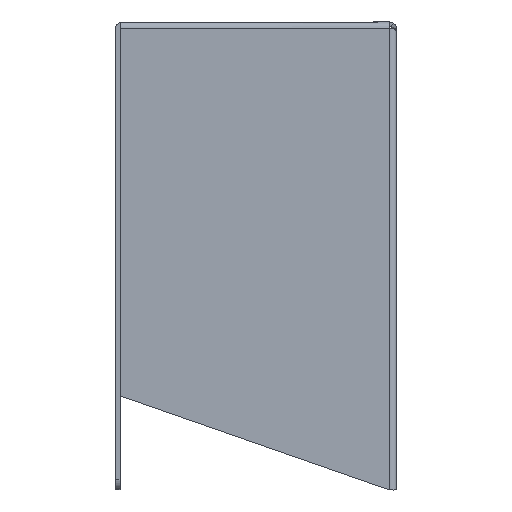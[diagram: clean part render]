
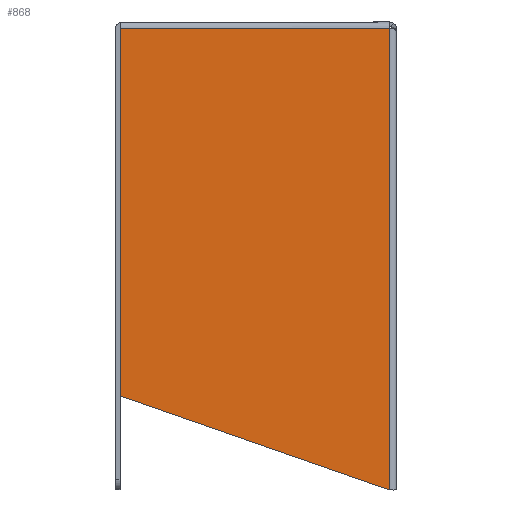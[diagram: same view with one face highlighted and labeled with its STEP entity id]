
A CAD part, left-side view. The second image highlights one B-rep face of the part: STEP entity #868.
In plain terms, the highlighted planar face has unit normal (-1, 0, 0).
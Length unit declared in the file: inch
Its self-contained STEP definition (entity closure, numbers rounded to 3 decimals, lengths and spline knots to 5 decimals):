
#94 = CARTESIAN_POINT ( 'NONE',  ( 0., 5.80992, 9.857 ) ) ;
#98 = VERTEX_POINT ( 'NONE', #2096 ) ;
#183 = DIRECTION ( 'NONE',  ( -1., 0., 0. ) ) ;
#214 = CARTESIAN_POINT ( 'NONE',  ( 0., 5.80992, 49.37008 ) ) ;
#223 = DIRECTION ( 'NONE',  ( 0., 0., -1. ) ) ;
#232 = CARTESIAN_POINT ( 'NONE',  ( 0., 0.048, 0. ) ) ;
#299 = VECTOR ( 'NONE', #1556, 39.37008 ) ;
#319 = CARTESIAN_POINT ( 'NONE',  ( 0., 5.80992, 2.00871 ) ) ;
#563 = ORIENTED_EDGE ( 'NONE', *, *, #2218, .T. ) ;
#568 = EDGE_CURVE ( 'NONE', #98, #1903, #1437, .T. ) ;
#597 = ORIENTED_EDGE ( 'NONE', *, *, #1275, .F. ) ;
#626 = LINE ( 'NONE', #214, #2201 ) ;
#658 = CARTESIAN_POINT ( 'NONE',  ( 0., 5.80992, 2.00871 ) ) ;
#774 = CARTESIAN_POINT ( 'NONE',  ( 0., 0.048, 9.857 ) ) ;
#861 = LINE ( 'NONE', #1676, #1460 ) ;
#868 = ADVANCED_FACE ( 'NONE', ( #2345 ), #1522, .T. ) ;
#898 = DIRECTION ( 'NONE',  ( 0., -0.944, -0.329 ) ) ;
#904 = VECTOR ( 'NONE', #2163, 39.37008 ) ;
#1015 = CARTESIAN_POINT ( 'NONE',  ( 0., 0.048, 9.85692 ) ) ;
#1129 = VERTEX_POINT ( 'NONE', #319 ) ;
#1143 = VECTOR ( 'NONE', #898, 39.37008 ) ;
#1275 = EDGE_CURVE ( 'NONE', #1385, #2162, #1381, .T. ) ;
#1301 = LINE ( 'NONE', #658, #1143 ) ;
#1333 = DIRECTION ( 'NONE',  ( 0., 0., 1. ) ) ;
#1381 = LINE ( 'NONE', #2321, #299 ) ;
#1385 = VERTEX_POINT ( 'NONE', #94 ) ;
#1437 = LINE ( 'NONE', #232, #904 ) ;
#1460 = VECTOR ( 'NONE', #1637, 39.37008 ) ;
#1481 = ORIENTED_EDGE ( 'NONE', *, *, #2049, .T. ) ;
#1522 = PLANE ( 'NONE',  #2231 ) ;
#1556 = DIRECTION ( 'NONE',  ( 0., -1., 0. ) ) ;
#1582 = ORIENTED_EDGE ( 'NONE', *, *, #2031, .T. ) ;
#1637 = DIRECTION ( 'NONE',  ( 0., 0., 1. ) ) ;
#1676 = CARTESIAN_POINT ( 'NONE',  ( 0., 0.048, 0. ) ) ;
#1746 = EDGE_LOOP ( 'NONE', ( #597, #563, #1582, #1952, #1481 ) ) ;
#1903 = VERTEX_POINT ( 'NONE', #1015 ) ;
#1952 = ORIENTED_EDGE ( 'NONE', *, *, #568, .T. ) ;
#2031 = EDGE_CURVE ( 'NONE', #1129, #98, #1301, .T. ) ;
#2049 = EDGE_CURVE ( 'NONE', #1903, #2162, #861, .T. ) ;
#2096 = CARTESIAN_POINT ( 'NONE',  ( 0., 0.048, 0. ) ) ;
#2162 = VERTEX_POINT ( 'NONE', #774 ) ;
#2163 = DIRECTION ( 'NONE',  ( 0., 0., 1. ) ) ;
#2201 = VECTOR ( 'NONE', #223, 39.37008 ) ;
#2218 = EDGE_CURVE ( 'NONE', #1385, #1129, #626, .T. ) ;
#2231 = AXIS2_PLACEMENT_3D ( 'NONE', #2519, #183, #1333 ) ;
#2321 = CARTESIAN_POINT ( 'NONE',  ( 0., 5.762, 9.857 ) ) ;
#2345 = FACE_OUTER_BOUND ( 'NONE', #1746, .T. ) ;
#2519 = CARTESIAN_POINT ( 'NONE',  ( 0., 0., 0. ) ) ;
